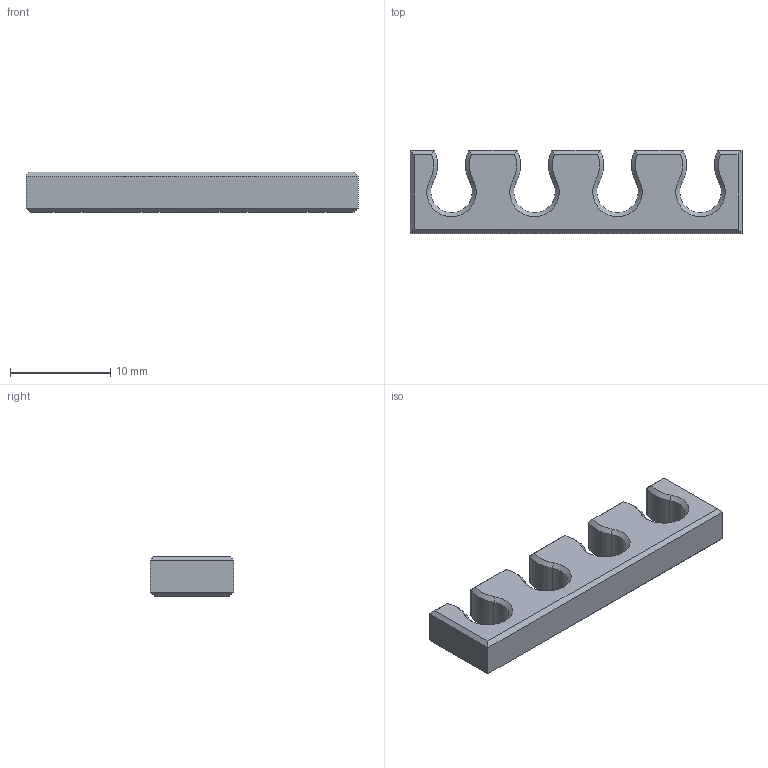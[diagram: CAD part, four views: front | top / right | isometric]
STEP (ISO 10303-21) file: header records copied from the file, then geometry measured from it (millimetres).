
FILE_DESCRIPTION(/* description */ (''),/* implementation_level */ '2;1');
FILE_NAME(/* name */ 'tube_clip_x4.step',/* time_stamp */ '2024-01-28T21:36:23+01:00',/* author */ (''),/* organization */ (''),/* preprocessor_version */ 'ST-DEVELOPER v20',/* originating_system */ 'Autodesk Translation Framework v12.14.0.127',/* authorisation */ '');
FILE_SCHEMA (('AUTOMOTIVE_DESIGN { 1 0 10303 214 3 1 1 }'));
Length unit declared in the file: millimetre
Products named in the file (2): Bowden Clip; Bowden Clip_1
Assembly tree (1 placements, depth 2):
  Bowden Clip
    Bowden Clip_1
Bounding box: 33.2 x 8.3 x 4 mm (x, y, z)
Volume: 756.8 mm3; surface area: 846.5 mm2
Topology: 1 solids, 1 shells, 86 faces, 196 edges, 112 vertices
Faces by surface type: plane 50, cone 24, cylinder 12
Entity records: 2384 total; most frequent: CARTESIAN_POINT 429, DIRECTION 406, ORIENTED_EDGE 392, EDGE_CURVE 196, AXIS2_PLACEMENT_3D 137, LINE 132, VECTOR 132, VERTEX_POINT 112
